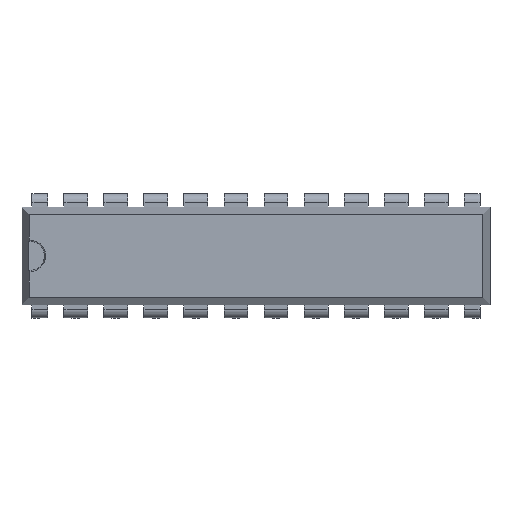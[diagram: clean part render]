
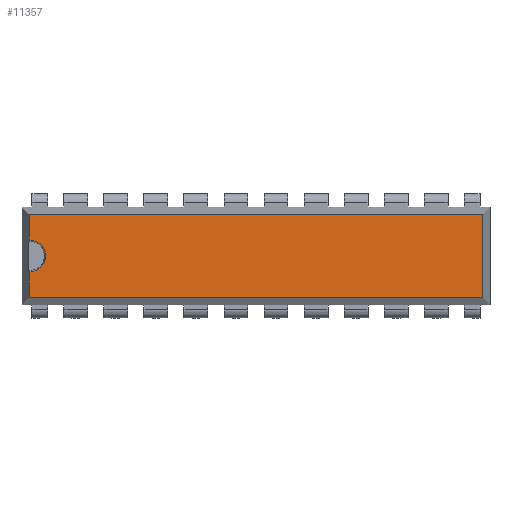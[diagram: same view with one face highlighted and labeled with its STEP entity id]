
A CAD part, top view. The second image highlights one B-rep face of the part: STEP entity #11357.
In plain terms, the highlighted planar face has unit normal (0, 0, 1).
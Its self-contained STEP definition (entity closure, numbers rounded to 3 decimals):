
#137 = FACE_OUTER_BOUND ( 'NONE', #5918, .T. ) ;
#169 = CARTESIAN_POINT ( 'NONE',  ( -0.43, 0.71, 4.36 ) ) ;
#234 = EDGE_CURVE ( 'NONE', #6392, #1217, #4288, .T. ) ;
#394 = ORIENTED_EDGE ( 'NONE', *, *, #11587, .T. ) ;
#486 = VECTOR ( 'NONE', #3370, 1000. ) ;
#571 = EDGE_CURVE ( 'NONE', #9545, #3011, #8483, .T. ) ;
#707 = DIRECTION ( 'NONE',  ( 1., 0., 0. ) ) ;
#882 = CARTESIAN_POINT ( 'NONE',  ( 28.37, 6.46, 4.36 ) ) ;
#1175 = ORIENTED_EDGE ( 'NONE', *, *, #9589, .T. ) ;
#1217 = VERTEX_POINT ( 'NONE', #1658 ) ;
#1658 = CARTESIAN_POINT ( 'NONE',  ( 28.37, 1.16, 4.36 ) ) ;
#1712 = VECTOR ( 'NONE', #2592, 1000. ) ;
#1933 = VERTEX_POINT ( 'NONE', #3145 ) ;
#2211 = VERTEX_POINT ( 'NONE', #7907 ) ;
#2497 = VECTOR ( 'NONE', #10295, 1000. ) ;
#2592 = DIRECTION ( 'NONE',  ( 0., 1., 0. ) ) ;
#2615 = CARTESIAN_POINT ( 'NONE',  ( -0.38, 4.81, 4.36 ) ) ;
#2850 = ORIENTED_EDGE ( 'NONE', *, *, #11028, .T. ) ;
#3011 = VERTEX_POINT ( 'NONE', #6083 ) ;
#3077 = CIRCLE ( 'NONE', #9879, 1. ) ;
#3145 = CARTESIAN_POINT ( 'NONE',  ( -0.38, 2.81, 4.36 ) ) ;
#3370 = DIRECTION ( 'NONE',  ( 1., 0., 0. ) ) ;
#3544 = DIRECTION ( 'NONE',  ( 0., 0., -1. ) ) ;
#3727 = CARTESIAN_POINT ( 'NONE',  ( -0.38, 3.81, 4.36 ) ) ;
#4288 = LINE ( 'NONE', #8000, #486 ) ;
#4537 = DIRECTION ( 'NONE',  ( 0., 0., -1. ) ) ;
#4678 = CARTESIAN_POINT ( 'NONE',  ( -0.43, 1.16, 4.36 ) ) ;
#4713 = LINE ( 'NONE', #4827, #2497 ) ;
#4800 = CARTESIAN_POINT ( 'NONE',  ( -0.807, 2.81, 4.36 ) ) ;
#4827 = CARTESIAN_POINT ( 'NONE',  ( 33.079, 6.46, 4.36 ) ) ;
#4914 = LINE ( 'NONE', #6673, #10131 ) ;
#4957 = VECTOR ( 'NONE', #7567, 1000. ) ;
#5002 = VECTOR ( 'NONE', #10780, 1000. ) ;
#5068 = EDGE_CURVE ( 'NONE', #1933, #8377, #9310, .T. ) ;
#5918 = EDGE_LOOP ( 'NONE', ( #11893, #1175, #394, #9552, #2850, #9673, #11032, #10435, #7605 ) ) ;
#6083 = CARTESIAN_POINT ( 'NONE',  ( -0.43, 4.81, 4.36 ) ) ;
#6392 = VERTEX_POINT ( 'NONE', #4678 ) ;
#6673 = CARTESIAN_POINT ( 'NONE',  ( -0.38, 4.81, 4.36 ) ) ;
#6788 = DIRECTION ( 'NONE',  ( 1., 0., 0. ) ) ;
#6848 = CARTESIAN_POINT ( 'NONE',  ( 1.27, 0.71, 4.36 ) ) ;
#7065 = LINE ( 'NONE', #9991, #5002 ) ;
#7373 = CARTESIAN_POINT ( 'NONE',  ( -0.43, 6.46, 4.36 ) ) ;
#7540 = DIRECTION ( 'NONE',  ( -1., 0., 0. ) ) ;
#7567 = DIRECTION ( 'NONE',  ( 0., -1., 0. ) ) ;
#7605 = ORIENTED_EDGE ( 'NONE', *, *, #571, .T. ) ;
#7749 = VECTOR ( 'NONE', #7540, 1000. ) ;
#7907 = CARTESIAN_POINT ( 'NONE',  ( 0.62, 3.81, 4.36 ) ) ;
#8000 = CARTESIAN_POINT ( 'NONE',  ( 33.079, 1.16, 4.36 ) ) ;
#8377 = VERTEX_POINT ( 'NONE', #9443 ) ;
#8483 = LINE ( 'NONE', #169, #4957 ) ;
#8757 = EDGE_CURVE ( 'NONE', #3011, #11281, #4914, .T. ) ;
#8920 = LINE ( 'NONE', #10793, #1712 ) ;
#9159 = CARTESIAN_POINT ( 'NONE',  ( -0.38, 3.81, 4.36 ) ) ;
#9310 = LINE ( 'NONE', #4800, #7749 ) ;
#9443 = CARTESIAN_POINT ( 'NONE',  ( -0.43, 2.81, 4.36 ) ) ;
#9480 = PLANE ( 'NONE',  #10062 ) ;
#9545 = VERTEX_POINT ( 'NONE', #7373 ) ;
#9552 = ORIENTED_EDGE ( 'NONE', *, *, #5068, .T. ) ;
#9589 = EDGE_CURVE ( 'NONE', #11281, #2211, #10804, .T. ) ;
#9673 = ORIENTED_EDGE ( 'NONE', *, *, #234, .T. ) ;
#9879 = AXIS2_PLACEMENT_3D ( 'NONE', #9159, #4537, #707 ) ;
#9991 = CARTESIAN_POINT ( 'NONE',  ( -0.43, 0.71, 4.36 ) ) ;
#10062 = AXIS2_PLACEMENT_3D ( 'NONE', #6848, #11411, #6788 ) ;
#10131 = VECTOR ( 'NONE', #10448, 1000. ) ;
#10202 = EDGE_CURVE ( 'NONE', #1217, #11134, #8920, .T. ) ;
#10295 = DIRECTION ( 'NONE',  ( 1., 0., 0. ) ) ;
#10435 = ORIENTED_EDGE ( 'NONE', *, *, #11720, .F. ) ;
#10448 = DIRECTION ( 'NONE',  ( 1., 0., 0. ) ) ;
#10780 = DIRECTION ( 'NONE',  ( 0., -1., 0. ) ) ;
#10793 = CARTESIAN_POINT ( 'NONE',  ( 28.37, -3.549, 4.36 ) ) ;
#10804 = CIRCLE ( 'NONE', #11968, 1. ) ;
#11028 = EDGE_CURVE ( 'NONE', #8377, #6392, #7065, .T. ) ;
#11032 = ORIENTED_EDGE ( 'NONE', *, *, #10202, .T. ) ;
#11134 = VERTEX_POINT ( 'NONE', #882 ) ;
#11281 = VERTEX_POINT ( 'NONE', #2615 ) ;
#11357 = ADVANCED_FACE ( 'NONE', ( #137 ), #9480, .T. ) ;
#11411 = DIRECTION ( 'NONE',  ( 0., 0., 1. ) ) ;
#11587 = EDGE_CURVE ( 'NONE', #2211, #1933, #3077, .T. ) ;
#11720 = EDGE_CURVE ( 'NONE', #9545, #11134, #4713, .T. ) ;
#11893 = ORIENTED_EDGE ( 'NONE', *, *, #8757, .T. ) ;
#11968 = AXIS2_PLACEMENT_3D ( 'NONE', #3727, #3544, #11994 ) ;
#11994 = DIRECTION ( 'NONE',  ( 1., 0., 0. ) ) ;
